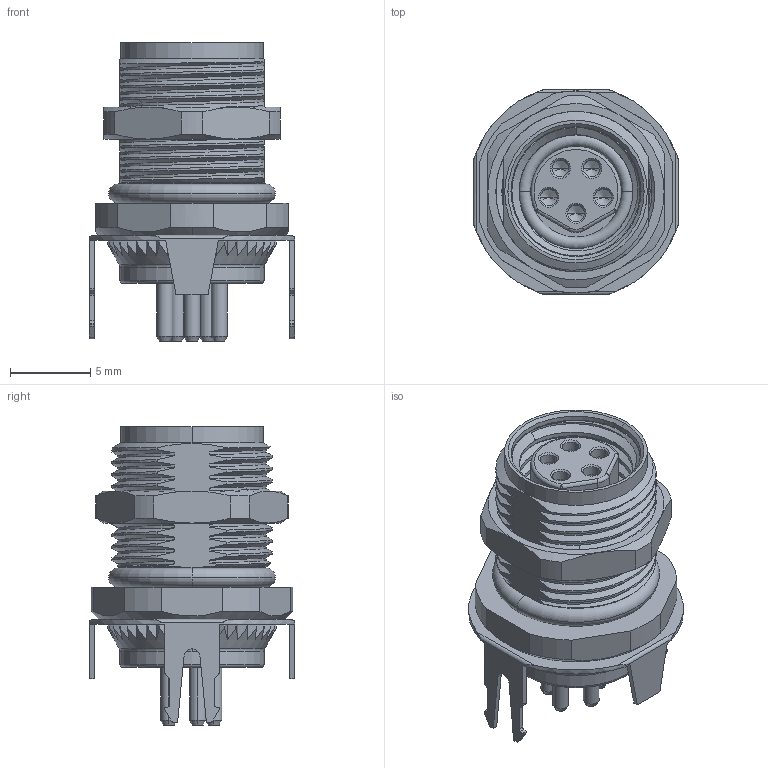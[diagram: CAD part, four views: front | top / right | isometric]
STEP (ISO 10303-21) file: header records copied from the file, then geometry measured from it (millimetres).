
FILE_DESCRIPTION((''),'2;1');
FILE_NAME('5P-K15556_5','2025-09-08T',('gongcheng16'),(''),'PRO/ENGINEER BY PARAMETRIC TECHNOLOGY CORPORATION, 2010280','PRO/ENGINEER BY PARAMETRIC TECHNOLOGY CORPORATION, 2010280','');
FILE_SCHEMA(('CONFIG_CONTROL_DESIGN'));
Products named in the file (1): 5P-K15556_5
Bounding box: 12.8 x 12.8 x 18.6 mm (x, y, z)
Volume: 219.5 mm3; surface area: 16071.7 mm2
Topology: 1 solids, 142 shells, 3168 faces, 10807 edges, 7711 vertices
Faces by surface type: plane 976, cylinder 836, bspline 788, cone 458, torus 108, sphere 2
Entity records: 334790 total; most frequent: CARTESIAN_POINT 249830, ORIENTED_EDGE 18454, DIRECTION 14635, EDGE_CURVE 10797, VERTEX_POINT 7711, AXIS2_PLACEMENT_3D 5179, VECTOR 4277, LINE 4277
